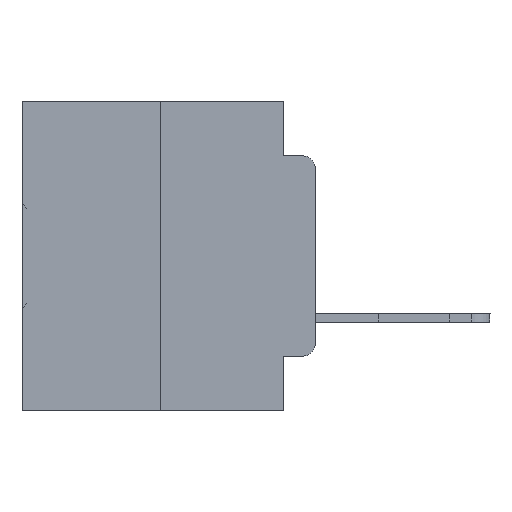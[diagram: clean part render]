
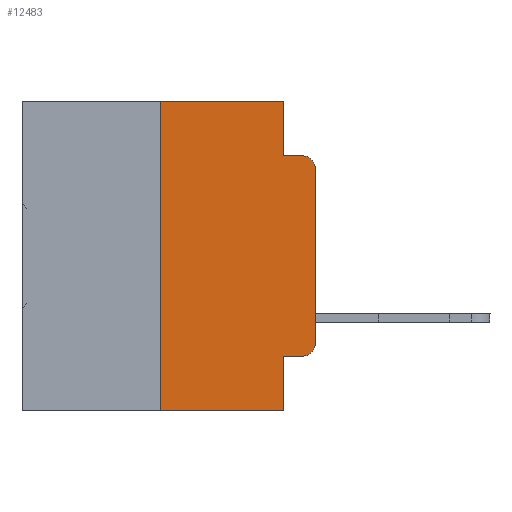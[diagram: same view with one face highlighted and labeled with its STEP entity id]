
A CAD part, left-side view. The second image highlights one B-rep face of the part: STEP entity #12483.
In plain terms, the highlighted planar face has unit normal (-1, 0, 0).
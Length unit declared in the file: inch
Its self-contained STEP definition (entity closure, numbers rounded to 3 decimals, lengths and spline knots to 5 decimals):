
#154 = DIRECTION ( 'NONE',  ( -1., 0., 0. ) ) ;
#756 = ORIENTED_EDGE ( 'NONE', *, *, #22167, .T. ) ;
#1197 = DIRECTION ( 'NONE',  ( 0., -1., 0. ) ) ;
#1585 = LINE ( 'NONE', #19506, #13315 ) ;
#1604 = DIRECTION ( 'NONE',  ( 1., 0., 0. ) ) ;
#2016 = VERTEX_POINT ( 'NONE', #12387 ) ;
#2388 = EDGE_LOOP ( 'NONE', ( #28945, #756, #28838, #9799, #6225, #20442, #10443, #32379, #23069, #18170 ) ) ;
#2401 = VERTEX_POINT ( 'NONE', #30209 ) ;
#2420 = CARTESIAN_POINT ( 'NONE',  ( 0., 0.02, -0.3915 ) ) ;
#2686 = VERTEX_POINT ( 'NONE', #21373 ) ;
#2960 = VECTOR ( 'NONE', #24802, 39.37008 ) ;
#4529 = EDGE_CURVE ( 'NONE', #2401, #16240, #7388, .T. ) ;
#4783 = VECTOR ( 'NONE', #1197, 39.37008 ) ;
#4821 = CARTESIAN_POINT ( 'NONE',  ( 0., 0.02, -0.1085 ) ) ;
#4931 = DIRECTION ( 'NONE',  ( -1., 0., 0. ) ) ;
#5016 = DIRECTION ( 'NONE',  ( 0., 0., -1. ) ) ;
#5061 = EDGE_CURVE ( 'NONE', #7624, #2401, #25051, .T. ) ;
#5075 = DIRECTION ( 'NONE',  ( 0., 0., 1. ) ) ;
#5863 = CARTESIAN_POINT ( 'NONE',  ( 0., 0.051, -0.5 ) ) ;
#6051 = LINE ( 'NONE', #23633, #17201 ) ;
#6225 = ORIENTED_EDGE ( 'NONE', *, *, #12074, .F. ) ;
#6553 = CARTESIAN_POINT ( 'NONE',  ( 0., 0.02, -0.0885 ) ) ;
#6688 = CARTESIAN_POINT ( 'NONE',  ( 0., 0.051, 0. ) ) ;
#6898 = CARTESIAN_POINT ( 'NONE',  ( 0., 0.051, -0.0885 ) ) ;
#7388 = LINE ( 'NONE', #6898, #2960 ) ;
#7498 = DIRECTION ( 'NONE',  ( 0., 0., -1. ) ) ;
#7624 = VERTEX_POINT ( 'NONE', #6688 ) ;
#7691 = LINE ( 'NONE', #20265, #24971 ) ;
#7895 = VECTOR ( 'NONE', #5075, 39.37008 ) ;
#8166 = CARTESIAN_POINT ( 'NONE',  ( 0., 0.051, -0.4115 ) ) ;
#8572 = EDGE_CURVE ( 'NONE', #2686, #29145, #9918, .T. ) ;
#9799 = ORIENTED_EDGE ( 'NONE', *, *, #5061, .F. ) ;
#9884 = EDGE_CURVE ( 'NONE', #25645, #31206, #1585, .T. ) ;
#9918 = LINE ( 'NONE', #10270, #7895 ) ;
#10270 = CARTESIAN_POINT ( 'NONE',  ( 0., 0.25, 0. ) ) ;
#10443 = ORIENTED_EDGE ( 'NONE', *, *, #13670, .T. ) ;
#11733 = LINE ( 'NONE', #19602, #4783 ) ;
#11983 = FACE_OUTER_BOUND ( 'NONE', #2388, .T. ) ;
#12074 = EDGE_CURVE ( 'NONE', #29145, #7624, #11733, .T. ) ;
#12387 = CARTESIAN_POINT ( 'NONE',  ( 0., 0.02, -0.4115 ) ) ;
#12483 = ADVANCED_FACE ( 'NONE', ( #11983 ), #19370, .F. ) ;
#12653 = VERTEX_POINT ( 'NONE', #25338 ) ;
#13249 = DIRECTION ( 'NONE',  ( 0., -1., 0. ) ) ;
#13315 = VECTOR ( 'NONE', #21692, 39.37008 ) ;
#13492 = CIRCLE ( 'NONE', #19379, 0.02 ) ;
#13670 = EDGE_CURVE ( 'NONE', #2686, #31010, #6051, .T. ) ;
#14231 = EDGE_CURVE ( 'NONE', #2016, #25645, #13492, .T. ) ;
#14658 = DIRECTION ( 'NONE',  ( 0., 0., -1. ) ) ;
#15258 = EDGE_CURVE ( 'NONE', #12653, #31010, #7691, .T. ) ;
#15624 = AXIS2_PLACEMENT_3D ( 'NONE', #4821, #154, #7498 ) ;
#16240 = VERTEX_POINT ( 'NONE', #6553 ) ;
#17201 = VECTOR ( 'NONE', #13249, 39.37008 ) ;
#17974 = VECTOR ( 'NONE', #18404, 39.37008 ) ;
#18170 = ORIENTED_EDGE ( 'NONE', *, *, #14231, .T. ) ;
#18404 = DIRECTION ( 'NONE',  ( 0., -1., 0. ) ) ;
#19370 = PLANE ( 'NONE',  #31533 ) ;
#19379 = AXIS2_PLACEMENT_3D ( 'NONE', #2420, #4931, #25334 ) ;
#19506 = CARTESIAN_POINT ( 'NONE',  ( 0., 0., 0. ) ) ;
#19602 = CARTESIAN_POINT ( 'NONE',  ( 0., 0.473, 0. ) ) ;
#19689 = CARTESIAN_POINT ( 'NONE',  ( 0., 0.473, 0. ) ) ;
#20265 = CARTESIAN_POINT ( 'NONE',  ( 0., 0.051, 0. ) ) ;
#20442 = ORIENTED_EDGE ( 'NONE', *, *, #8572, .F. ) ;
#20550 = CARTESIAN_POINT ( 'NONE',  ( 0., 0.25, 0. ) ) ;
#21373 = CARTESIAN_POINT ( 'NONE',  ( 0., 0.25, -0.5 ) ) ;
#21561 = DIRECTION ( 'NONE',  ( 0., 0., -1. ) ) ;
#21692 = DIRECTION ( 'NONE',  ( 0., 0., 1. ) ) ;
#22167 = EDGE_CURVE ( 'NONE', #31206, #16240, #28394, .T. ) ;
#23069 = ORIENTED_EDGE ( 'NONE', *, *, #26516, .T. ) ;
#23633 = CARTESIAN_POINT ( 'NONE',  ( 0., 0.473, -0.5 ) ) ;
#24367 = VECTOR ( 'NONE', #21561, 39.37008 ) ;
#24753 = CARTESIAN_POINT ( 'NONE',  ( 0., 0., -0.1085 ) ) ;
#24802 = DIRECTION ( 'NONE',  ( 0., -1., 0. ) ) ;
#24971 = VECTOR ( 'NONE', #5016, 39.37008 ) ;
#25051 = LINE ( 'NONE', #31719, #24367 ) ;
#25334 = DIRECTION ( 'NONE',  ( 0., 0., -1. ) ) ;
#25338 = CARTESIAN_POINT ( 'NONE',  ( 0., 0.051, -0.4115 ) ) ;
#25645 = VERTEX_POINT ( 'NONE', #26809 ) ;
#26516 = EDGE_CURVE ( 'NONE', #12653, #2016, #28416, .T. ) ;
#26809 = CARTESIAN_POINT ( 'NONE',  ( 0., 0., -0.3915 ) ) ;
#28394 = CIRCLE ( 'NONE', #15624, 0.02 ) ;
#28416 = LINE ( 'NONE', #8166, #17974 ) ;
#28838 = ORIENTED_EDGE ( 'NONE', *, *, #4529, .F. ) ;
#28945 = ORIENTED_EDGE ( 'NONE', *, *, #9884, .T. ) ;
#29145 = VERTEX_POINT ( 'NONE', #20550 ) ;
#30209 = CARTESIAN_POINT ( 'NONE',  ( 0., 0.051, -0.0885 ) ) ;
#31010 = VERTEX_POINT ( 'NONE', #5863 ) ;
#31206 = VERTEX_POINT ( 'NONE', #24753 ) ;
#31533 = AXIS2_PLACEMENT_3D ( 'NONE', #19689, #1604, #14658 ) ;
#31719 = CARTESIAN_POINT ( 'NONE',  ( 0., 0.051, 0. ) ) ;
#32379 = ORIENTED_EDGE ( 'NONE', *, *, #15258, .F. ) ;
